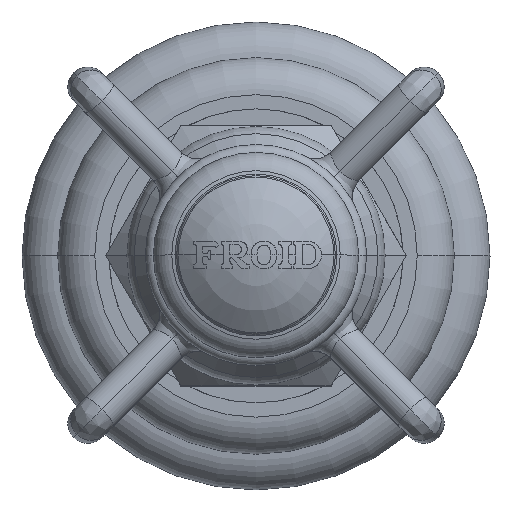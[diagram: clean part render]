
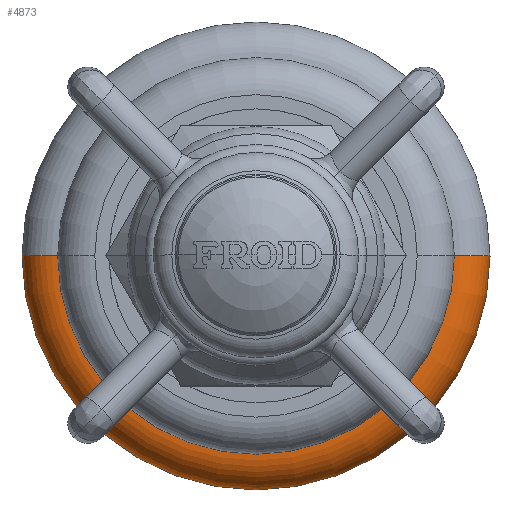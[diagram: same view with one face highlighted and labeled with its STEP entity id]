
A CAD part, top view. The second image highlights one B-rep face of the part: STEP entity #4873.
In plain terms, the highlighted toroidal (fillet/blend) face has major radius 25.219 mm and minor radius 4.753 mm.
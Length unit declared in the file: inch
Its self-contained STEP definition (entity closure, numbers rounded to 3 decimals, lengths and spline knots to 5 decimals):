
#2=CARTESIAN_POINT('',(0.,0.,0.));
#3=DIRECTION('',(0.,0.,-1.));
#4=DIRECTION('',(1.,0.,0.));
#5=AXIS2_PLACEMENT_3D('',#2,#3,#4);
#12=CARTESIAN_POINT('',(0.99286,0.,0.));
#13=DIRECTION('',(0.,-1.,0.));
#14=DIRECTION('',(1.,0.,0.));
#15=AXIS2_PLACEMENT_3D('',#12,#13,#14);
#17=CARTESIAN_POINT('',(-0.99286,0.,0.));
#18=DIRECTION('',(0.,1.,0.));
#19=DIRECTION('',(-1.,0.,0.));
#20=AXIS2_PLACEMENT_3D('',#17,#18,#19);
#37=CARTESIAN_POINT('',(0.,0.,0.187));
#38=DIRECTION('',(0.,0.,-1.));
#39=DIRECTION('',(1.,0.,0.));
#40=AXIS2_PLACEMENT_3D('',#37,#38,#39);
#4245=CARTESIAN_POINT('',(1.,0.,0.187));
#4247=VERTEX_POINT('',#4245);
#4249=CARTESIAN_POINT('',(-1.,0.,0.187));
#4251=VERTEX_POINT('',#4249);
#4257=CARTESIAN_POINT('',(1.18,0.,0.));
#4258=CARTESIAN_POINT('',(-1.18,0.,0.));
#4259=VERTEX_POINT('',#4257);
#4260=VERTEX_POINT('',#4258);
#4858=CARTESIAN_POINT('',(0.,0.,0.));
#4859=DIRECTION('',(0.,0.,-1.));
#4860=DIRECTION('',(-1.,0.,0.));
#4861=AXIS2_PLACEMENT_3D('',#4858,#4859,#4860);
#4862=TOROIDAL_SURFACE('',#4861,0.99286,0.18714);
#4864=ORIENTED_EDGE('',*,*,#4863,.T.);
#4866=ORIENTED_EDGE('',*,*,#4865,.T.);
#4868=ORIENTED_EDGE('',*,*,#4867,.F.);
#4870=ORIENTED_EDGE('',*,*,#4869,.F.);
#4871=EDGE_LOOP('',(#4864,#4866,#4868,#4870));
#4872=FACE_OUTER_BOUND('',#4871,.F.);
#4873=ADVANCED_FACE('',(#4872),#4862,.T.);
#6=CIRCLE('',#5,1.18);
#16=CIRCLE('',#15,0.18714);
#21=CIRCLE('',#20,0.18714);
#41=CIRCLE('',#40,1.);
#4863=EDGE_CURVE('',#4259,#4260,#6,.T.);
#4865=EDGE_CURVE('',#4260,#4251,#21,.T.);
#4867=EDGE_CURVE('',#4247,#4251,#41,.T.);
#4869=EDGE_CURVE('',#4259,#4247,#16,.T.);
